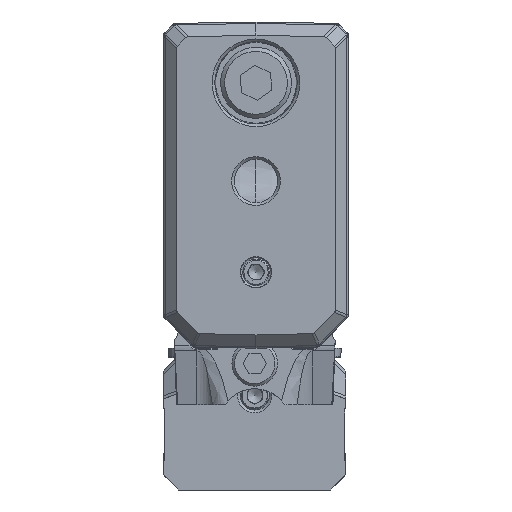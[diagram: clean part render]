
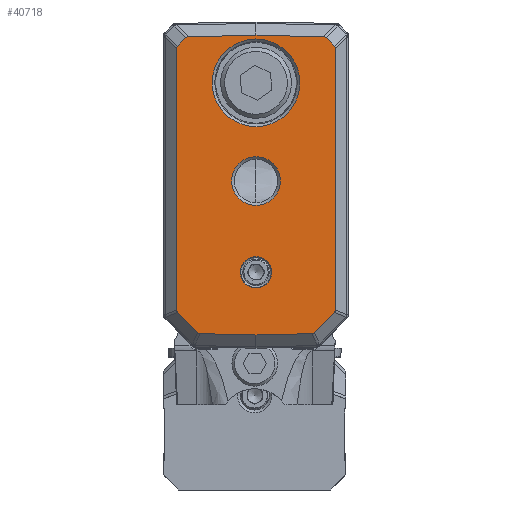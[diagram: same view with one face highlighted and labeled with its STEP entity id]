
A CAD part, front view. The second image highlights one B-rep face of the part: STEP entity #40718.
In plain terms, the highlighted planar face has unit normal (0, -1, 0).
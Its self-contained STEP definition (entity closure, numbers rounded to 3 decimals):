
#3695=ELLIPSE('',#113811,0.859,0.5);
#3696=ELLIPSE('',#113813,0.859,0.5);
#3697=ELLIPSE('',#113815,0.736,0.5);
#3698=ELLIPSE('',#113817,0.735,0.5);
#3699=ELLIPSE('',#113819,0.735,0.5);
#3700=ELLIPSE('',#113821,0.736,0.5);
#3701=ELLIPSE('',#113823,0.859,0.5);
#3702=ELLIPSE('',#113825,0.859,0.5);
#25389=LINE('',#170370,#33531);
#25390=LINE('',#170372,#33532);
#25391=LINE('',#170374,#33533);
#25392=LINE('',#170376,#33534);
#25393=LINE('',#170382,#33535);
#25395=LINE('',#170386,#33537);
#25396=LINE('',#170388,#33538);
#25398=LINE('',#170392,#33540);
#25402=LINE('',#170427,#33544);
#25403=LINE('',#170428,#33545);
#33531=VECTOR('',#129330,1.);
#33532=VECTOR('',#129333,1.);
#33533=VECTOR('',#129336,1.);
#33534=VECTOR('',#129339,1.);
#33535=VECTOR('',#129348,1.);
#33537=VECTOR('',#129352,1.);
#33538=VECTOR('',#129355,1.);
#33540=VECTOR('',#129359,1.);
#33544=VECTOR('',#129399,1.);
#33545=VECTOR('',#129400,1.);
#40718=ADVANCED_FACE('',(#46912,#46913,#46914,#46915),#44986,.T.);
#44986=PLANE('',#113921);
#46912=FACE_BOUND('',#50068,.T.);
#46913=FACE_BOUND('',#50069,.T.);
#46914=FACE_BOUND('',#50070,.T.);
#46915=FACE_BOUND('',#50071,.T.);
#50068=EDGE_LOOP('',(#65512,#65513,#65514,#65515,#65516,#65517,#65518,#65519,
#65520,#65521,#65522,#65523,#65524,#65525,#65526,#65527,#65528,#65529));
#50069=EDGE_LOOP('',(#65530));
#50070=EDGE_LOOP('',(#65531));
#50071=EDGE_LOOP('',(#65532));
#65512=ORIENTED_EDGE('',*,*,#95268,.T.);
#65513=ORIENTED_EDGE('',*,*,#95162,.T.);
#65514=ORIENTED_EDGE('',*,*,#95263,.T.);
#65515=ORIENTED_EDGE('',*,*,#95159,.T.);
#65516=ORIENTED_EDGE('',*,*,#95271,.T.);
#65517=ORIENTED_EDGE('',*,*,#95285,.T.);
#65518=ORIENTED_EDGE('',*,*,#95141,.T.);
#65519=ORIENTED_EDGE('',*,*,#95264,.T.);
#65520=ORIENTED_EDGE('',*,*,#95144,.T.);
#65521=ORIENTED_EDGE('',*,*,#95269,.T.);
#65522=ORIENTED_EDGE('',*,*,#95147,.T.);
#65523=ORIENTED_EDGE('',*,*,#95262,.T.);
#65524=ORIENTED_EDGE('',*,*,#95150,.T.);
#65525=ORIENTED_EDGE('',*,*,#95286,.T.);
#65526=ORIENTED_EDGE('',*,*,#95266,.T.);
#65527=ORIENTED_EDGE('',*,*,#95153,.T.);
#65528=ORIENTED_EDGE('',*,*,#95261,.T.);
#65529=ORIENTED_EDGE('',*,*,#95156,.T.);
#65530=ORIENTED_EDGE('',*,*,#94662,.T.);
#65531=ORIENTED_EDGE('',*,*,#94664,.T.);
#65532=ORIENTED_EDGE('',*,*,#94658,.T.);
#84193=VERTEX_POINT('',#166099);
#84197=VERTEX_POINT('',#166135);
#84199=VERTEX_POINT('',#166140);
#84520=VERTEX_POINT('',#169981);
#84521=VERTEX_POINT('',#169983);
#84522=VERTEX_POINT('',#169987);
#84523=VERTEX_POINT('',#169989);
#84524=VERTEX_POINT('',#169993);
#84525=VERTEX_POINT('',#169995);
#84526=VERTEX_POINT('',#169999);
#84527=VERTEX_POINT('',#170001);
#84528=VERTEX_POINT('',#170005);
#84529=VERTEX_POINT('',#170007);
#84530=VERTEX_POINT('',#170011);
#84531=VERTEX_POINT('',#170013);
#84532=VERTEX_POINT('',#170017);
#84533=VERTEX_POINT('',#170019);
#84534=VERTEX_POINT('',#170023);
#84535=VERTEX_POINT('',#170025);
#84587=VERTEX_POINT('',#170383);
#84588=VERTEX_POINT('',#170391);
#94658=EDGE_CURVE('',#84193,#84193,#106365,.T.);
#94662=EDGE_CURVE('',#84197,#84197,#106367,.T.);
#94664=EDGE_CURVE('',#84199,#84199,#106369,.T.);
#95141=EDGE_CURVE('',#84520,#84521,#3695,.T.);
#95144=EDGE_CURVE('',#84522,#84523,#3696,.T.);
#95147=EDGE_CURVE('',#84524,#84525,#3697,.T.);
#95150=EDGE_CURVE('',#84526,#84527,#3698,.T.);
#95153=EDGE_CURVE('',#84528,#84529,#3699,.T.);
#95156=EDGE_CURVE('',#84530,#84531,#3700,.T.);
#95159=EDGE_CURVE('',#84532,#84533,#3701,.T.);
#95162=EDGE_CURVE('',#84534,#84535,#3702,.T.);
#95261=EDGE_CURVE('',#84529,#84530,#25389,.T.);
#95262=EDGE_CURVE('',#84525,#84526,#25390,.T.);
#95263=EDGE_CURVE('',#84535,#84532,#25391,.T.);
#95264=EDGE_CURVE('',#84521,#84522,#25392,.T.);
#95266=EDGE_CURVE('',#84587,#84528,#25393,.T.);
#95268=EDGE_CURVE('',#84531,#84534,#25395,.T.);
#95269=EDGE_CURVE('',#84523,#84524,#25396,.T.);
#95271=EDGE_CURVE('',#84533,#84588,#25398,.T.);
#95285=EDGE_CURVE('',#84588,#84520,#25402,.T.);
#95286=EDGE_CURVE('',#84527,#84587,#25403,.T.);
#106365=CIRCLE('',#113543,2.4);
#106367=CIRCLE('',#113547,1.55);
#106369=CIRCLE('',#113550,4.323);
#113543=AXIS2_PLACEMENT_3D('',#166098,#128373,#128374);
#113547=AXIS2_PLACEMENT_3D('',#166134,#128381,#128382);
#113550=AXIS2_PLACEMENT_3D('',#166139,#128387,#128388);
#113811=AXIS2_PLACEMENT_3D('',#169984,#129106,#129107);
#113813=AXIS2_PLACEMENT_3D('',#169990,#129112,#129113);
#113815=AXIS2_PLACEMENT_3D('',#169996,#129118,#129119);
#113817=AXIS2_PLACEMENT_3D('',#170002,#129124,#129125);
#113819=AXIS2_PLACEMENT_3D('',#170008,#129130,#129131);
#113821=AXIS2_PLACEMENT_3D('',#170014,#129136,#129137);
#113823=AXIS2_PLACEMENT_3D('',#170020,#129142,#129143);
#113825=AXIS2_PLACEMENT_3D('',#170026,#129148,#129149);
#113921=AXIS2_PLACEMENT_3D('',#170429,#129401,#129402);
#128373=DIRECTION('',(0.,1.,0.));
#128374=DIRECTION('',(0.,0.,-1.));
#128381=DIRECTION('',(0.,1.,0.));
#128382=DIRECTION('',(0.,0.,-1.));
#128387=DIRECTION('',(0.,1.,0.));
#128388=DIRECTION('',(0.,0.,-1.));
#129106=DIRECTION('',(0.,-1.,0.));
#129107=DIRECTION('',(0.716,0.,-0.698));
#129112=DIRECTION('',(0.,-1.,0.));
#129113=DIRECTION('',(0.716,0.,-0.698));
#129118=DIRECTION('',(0.,-1.,0.));
#129119=DIRECTION('',(-0.926,0.,-0.379));
#129124=DIRECTION('',(0.,-1.,0.));
#129125=DIRECTION('',(-0.398,0.,-0.917));
#129130=DIRECTION('',(0.,-1.,0.));
#129131=DIRECTION('',(-0.398,0.,0.917));
#129136=DIRECTION('',(0.,-1.,0.));
#129137=DIRECTION('',(-0.926,0.,0.379));
#129142=DIRECTION('',(0.,-1.,0.));
#129143=DIRECTION('',(0.716,0.,0.698));
#129148=DIRECTION('',(0.,-1.,0.));
#129149=DIRECTION('',(0.716,0.,0.698));
#129330=DIRECTION('',(0.701,0.,0.713));
#129333=DIRECTION('',(0.701,0.,-0.713));
#129336=DIRECTION('',(-0.698,0.,0.716));
#129339=DIRECTION('',(-0.698,0.,-0.716));
#129348=DIRECTION('',(1.,0.,0.025));
#129352=DIRECTION('',(0.,0.,1.));
#129355=DIRECTION('',(0.,0.,-1.));
#129359=DIRECTION('',(-1.,0.,0.025));
#129399=DIRECTION('',(-1.,0.,-0.025));
#129400=DIRECTION('',(1.,0.,-0.025));
#129401=DIRECTION('',(0.,-1.,0.));
#129402=DIRECTION('',(0.,0.,-1.));
#166098=CARTESIAN_POINT('',(0.125,-28.5,-15.7));
#166099=CARTESIAN_POINT('',(0.125,-28.5,-18.1));
#166134=CARTESIAN_POINT('',(0.125,-28.5,-24.7));
#166135=CARTESIAN_POINT('',(0.125,-28.5,-26.25));
#166139=CARTESIAN_POINT('',(0.125,-28.5,-6.));
#166140=CARTESIAN_POINT('',(0.125,-28.5,-10.323));
#169981=CARTESIAN_POINT('',(-6.564,-28.5,-1.465));
#169983=CARTESIAN_POINT('',(-6.816,-28.5,-1.564));
#169984=CARTESIAN_POINT('',(-6.201,-28.5,-2.163));
#169987=CARTESIAN_POINT('',(-7.608,-28.5,-2.375));
#169989=CARTESIAN_POINT('',(-7.7,-28.5,-2.63));
#169990=CARTESIAN_POINT('',(-6.993,-28.5,-2.975));
#169993=CARTESIAN_POINT('',(-7.7,-28.5,-28.416));
#169995=CARTESIAN_POINT('',(-7.599,-28.5,-28.664));
#169996=CARTESIAN_POINT('',(-6.993,-28.5,-28.272));
#169999=CARTESIAN_POINT('',(-5.639,-28.5,-30.658));
#170001=CARTESIAN_POINT('',(-5.396,-28.5,-30.764));
#170002=CARTESIAN_POINT('',(-5.235,-28.5,-30.06));
#170005=CARTESIAN_POINT('',(5.646,-28.5,-30.764));
#170007=CARTESIAN_POINT('',(5.889,-28.5,-30.658));
#170008=CARTESIAN_POINT('',(5.485,-28.5,-30.06));
#170011=CARTESIAN_POINT('',(7.849,-28.5,-28.664));
#170013=CARTESIAN_POINT('',(7.95,-28.5,-28.416));
#170014=CARTESIAN_POINT('',(7.243,-28.5,-28.272));
#170017=CARTESIAN_POINT('',(7.066,-28.5,-1.564));
#170019=CARTESIAN_POINT('',(6.814,-28.5,-1.465));
#170020=CARTESIAN_POINT('',(6.451,-28.5,-2.163));
#170023=CARTESIAN_POINT('',(7.95,-28.5,-2.63));
#170025=CARTESIAN_POINT('',(7.858,-28.5,-2.375));
#170026=CARTESIAN_POINT('',(7.243,-28.5,-2.975));
#170370=CARTESIAN_POINT('',(-2.196,-28.5,-38.886));
#170372=CARTESIAN_POINT('',(-6.519,-28.5,-29.762));
#170374=CARTESIAN_POINT('',(14.544,-28.5,-9.227));
#170376=CARTESIAN_POINT('',(-23.195,-28.5,-18.349));
#170382=CARTESIAN_POINT('',(-9.027,-28.5,-31.126));
#170383=CARTESIAN_POINT('',(0.125,-28.5,-30.9));
#170386=CARTESIAN_POINT('',(7.95,-28.5,-32.2));
#170388=CARTESIAN_POINT('',(-7.7,-28.5,-32.2));
#170391=CARTESIAN_POINT('',(0.125,-28.5,-1.3));
#170392=CARTESIAN_POINT('',(-8.232,-28.5,-1.094));
#170427=CARTESIAN_POINT('',(-9.757,-28.5,-1.544));
#170428=CARTESIAN_POINT('',(-8.962,-28.5,-30.676));
#170429=CARTESIAN_POINT('',(-9.,-28.5,-32.2));
